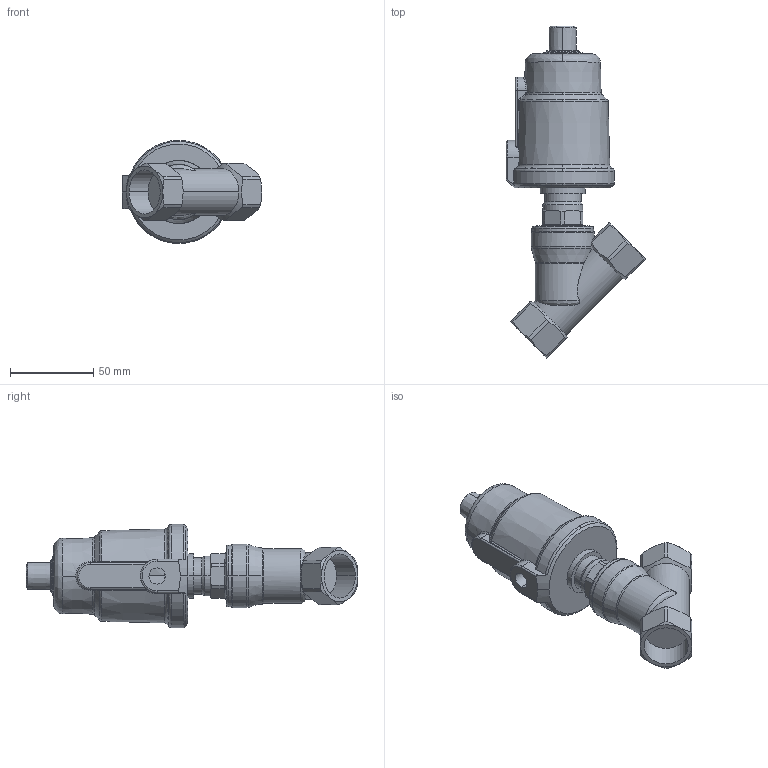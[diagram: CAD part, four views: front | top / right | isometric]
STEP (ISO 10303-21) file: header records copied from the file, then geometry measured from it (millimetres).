
FILE_DESCRIPTION (( 'STEP AP214' ), '1' );
FILE_NAME ('700 DN20 50mm.STEP', '2018-06-15T11:29:58', ( '' ), ( '' ), 'SwSTEP 2.0', 'SolidWorks 2015', '' );
FILE_SCHEMA (( 'AUTOMOTIVE_DESIGN' ));
Length unit declared in the file: millimetre
Products named in the file (2): 50DN20H25; 700 DN20 50mm
Assembly tree (1 placements, depth 2):
  700 DN20 50mm
    50DN20H25
Bounding box: 83.85 x 199.36 x 62 mm (x, y, z)
Surface area: 36694.3 mm2 (no closed solid volume)
Topology: 0 solids, 3 shells, 175 faces, 454 edges, 285 vertices
Faces by surface type: bspline 52, cylinder 52, cone 39, plane 32
Entity records: 7428 total; most frequent: CARTESIAN_POINT 3455, ORIENTED_EDGE 894, DIRECTION 750, EDGE_CURVE 452, AXIS2_PLACEMENT_3D 317, VERTEX_POINT 285, CIRCLE 190, EDGE_LOOP 182
